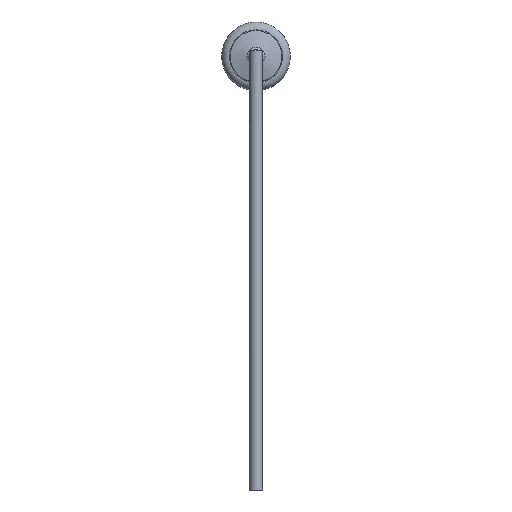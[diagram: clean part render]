
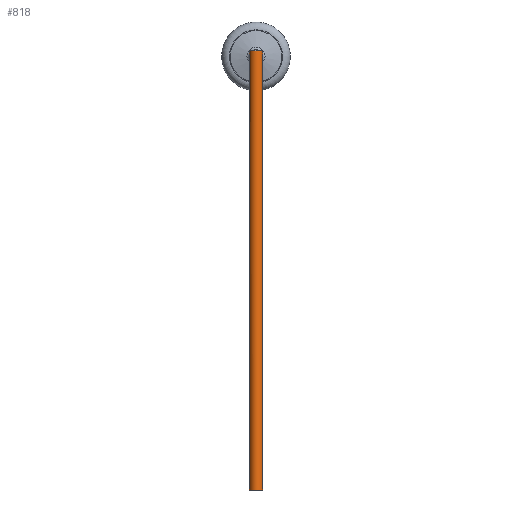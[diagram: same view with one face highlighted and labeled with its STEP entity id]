
A CAD part, left-side view. The second image highlights one B-rep face of the part: STEP entity #818.
In plain terms, the highlighted cylindrical face has radius 0.4 mm (diameter 0.8 mm), a full revolution.
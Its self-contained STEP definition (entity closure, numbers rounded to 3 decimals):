
#108=LINE('',#1410,#136);
#136=VECTOR('',#1109,0.4);
#168=FACE_OUTER_BOUND('',#227,.T.);
#227=EDGE_LOOP('',(#609,#610,#611,#612,#613,#614,#615,#616,#617));
#295=CIRCLE('',#906,0.4);
#298=CIRCLE('',#915,0.4);
#299=CIRCLE('',#916,0.4);
#368=ELLIPSE('',#908,0.566,0.4);
#369=ELLIPSE('',#910,0.566,0.4);
#370=ELLIPSE('',#911,0.566,0.4);
#371=ELLIPSE('',#913,0.566,0.4);
#384=VERTEX_POINT('',#1387);
#385=VERTEX_POINT('',#1390);
#386=VERTEX_POINT('',#1391);
#388=VERTEX_POINT('',#1396);
#389=VERTEX_POINT('',#1398);
#392=VERTEX_POINT('',#1404);
#393=VERTEX_POINT('',#1408);
#464=EDGE_CURVE('',#384,#384,#295,.T.);
#465=EDGE_CURVE('',#385,#386,#368,.T.);
#468=EDGE_CURVE('',#386,#388,#369,.T.);
#469=EDGE_CURVE('',#388,#389,#370,.T.);
#473=EDGE_CURVE('',#392,#385,#371,.T.);
#474=EDGE_CURVE('',#393,#392,#298,.T.);
#475=EDGE_CURVE('',#393,#384,#108,.T.);
#476=EDGE_CURVE('',#389,#393,#299,.T.);
#609=ORIENTED_EDGE('',*,*,#473,.F.);
#610=ORIENTED_EDGE('',*,*,#474,.F.);
#611=ORIENTED_EDGE('',*,*,#475,.T.);
#612=ORIENTED_EDGE('',*,*,#464,.F.);
#613=ORIENTED_EDGE('',*,*,#475,.F.);
#614=ORIENTED_EDGE('',*,*,#476,.F.);
#615=ORIENTED_EDGE('',*,*,#469,.F.);
#616=ORIENTED_EDGE('',*,*,#468,.F.);
#617=ORIENTED_EDGE('',*,*,#465,.F.);
#789=CYLINDRICAL_SURFACE('',#914,0.4);
#818=ADVANCED_FACE('',(#168),#789,.T.);
#906=AXIS2_PLACEMENT_3D('',#1388,#1086,#1087);
#908=AXIS2_PLACEMENT_3D('',#1392,#1090,#1091);
#910=AXIS2_PLACEMENT_3D('',#1397,#1095,#1096);
#911=AXIS2_PLACEMENT_3D('',#1399,#1097,#1098);
#913=AXIS2_PLACEMENT_3D('',#1406,#1103,#1104);
#914=AXIS2_PLACEMENT_3D('',#1407,#1105,#1106);
#915=AXIS2_PLACEMENT_3D('',#1409,#1107,#1108);
#916=AXIS2_PLACEMENT_3D('',#1411,#1110,#1111);
#1086=DIRECTION('center_axis',(0.,0.,-1.));
#1087=DIRECTION('ref_axis',(1.,0.,0.));
#1090=DIRECTION('center_axis',(0.707,0.,0.707));
#1091=DIRECTION('ref_axis',(0.707,0.,-0.707));
#1095=DIRECTION('center_axis',(0.707,0.,0.707));
#1096=DIRECTION('ref_axis',(0.707,0.,-0.707));
#1097=DIRECTION('center_axis',(0.707,0.,-0.707));
#1098=DIRECTION('ref_axis',(0.707,0.,0.707));
#1103=DIRECTION('center_axis',(0.707,0.,-0.707));
#1104=DIRECTION('ref_axis',(0.707,0.,0.707));
#1105=DIRECTION('center_axis',(0.,0.,1.));
#1106=DIRECTION('ref_axis',(1.,0.,0.));
#1107=DIRECTION('center_axis',(0.,0.,1.));
#1108=DIRECTION('ref_axis',(1.,0.,0.));
#1109=DIRECTION('',(0.,0.,-1.));
#1110=DIRECTION('center_axis',(0.,0.,1.));
#1111=DIRECTION('ref_axis',(1.,0.,0.));
#1387=CARTESIAN_POINT('',(-10.4,0.,-26.5));
#1388=CARTESIAN_POINT('Origin',(-10.,0.,-26.5));
#1390=CARTESIAN_POINT('',(-10.,-0.4,0.));
#1391=CARTESIAN_POINT('',(-9.6,0.,-0.4));
#1392=CARTESIAN_POINT('Origin',(-10.,0.,0.));
#1396=CARTESIAN_POINT('',(-10.,0.4,0.));
#1397=CARTESIAN_POINT('Origin',(-10.,0.,0.));
#1398=CARTESIAN_POINT('',(-9.65,0.194,0.35));
#1399=CARTESIAN_POINT('Origin',(-10.,0.,0.));
#1404=CARTESIAN_POINT('',(-9.65,-0.194,0.35));
#1406=CARTESIAN_POINT('Origin',(-10.,0.,0.));
#1407=CARTESIAN_POINT('Origin',(-10.,0.,0.));
#1408=CARTESIAN_POINT('',(-10.4,0.,0.35));
#1409=CARTESIAN_POINT('Origin',(-10.,0.,0.35));
#1410=CARTESIAN_POINT('',(-10.4,0.,0.));
#1411=CARTESIAN_POINT('Origin',(-10.,0.,0.35));
